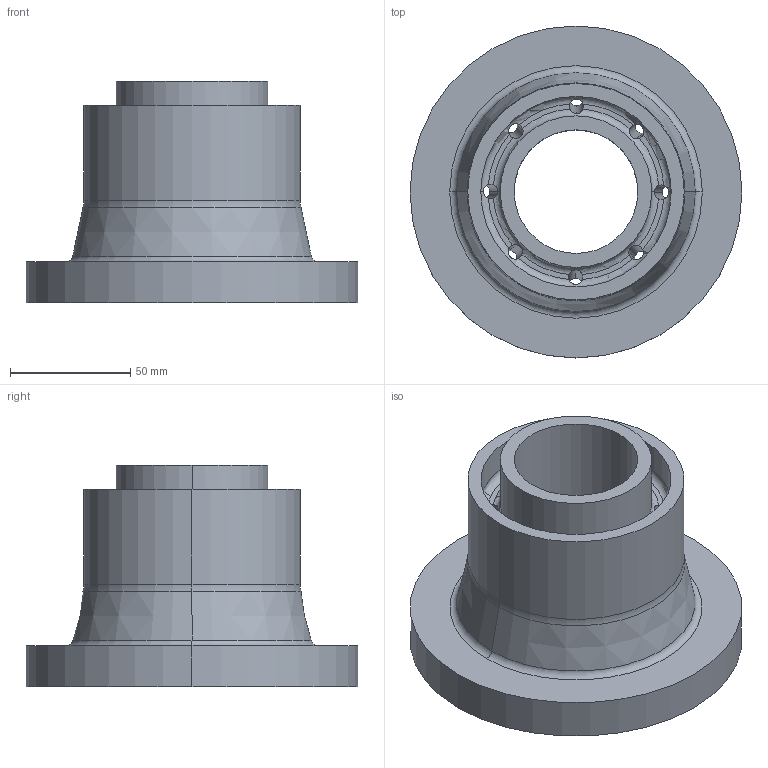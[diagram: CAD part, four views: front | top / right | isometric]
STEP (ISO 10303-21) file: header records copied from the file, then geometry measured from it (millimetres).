
FILE_DESCRIPTION (( 'STEP AP203' ), '1' );
FILE_NAME ('--7876338.STEP', '2015-03-20T19:34:04', ( 'enduser' ), ( '' ), 'SwSTEP 2.0', 'SolidWorks 2014', '' );
FILE_SCHEMA (( 'CONFIG_CONTROL_DESIGN' ));
Length unit declared in the file: millimetre
Products named in the file (1): --7876338
Bounding box: 138 x 138 x 92 mm (x, y, z)
Volume: 473948.4 mm3; surface area: 85436.3 mm2
Topology: 1 solids, 1 shells, 78 faces, 230 edges, 146 vertices
Faces by surface type: cylinder 38, torus 20, plane 18, cone 2
Entity records: 3141 total; most frequent: CARTESIAN_POINT 1069, ORIENTED_EDGE 460, DIRECTION 406, EDGE_CURVE 230, AXIS2_PLACEMENT_3D 183, VERTEX_POINT 146, CIRCLE 104, EDGE_LOOP 88
